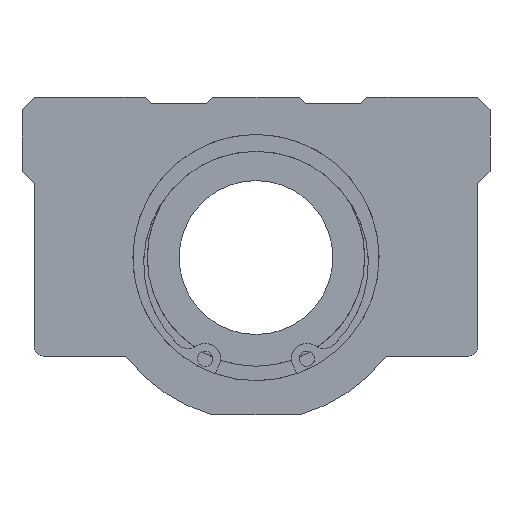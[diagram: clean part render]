
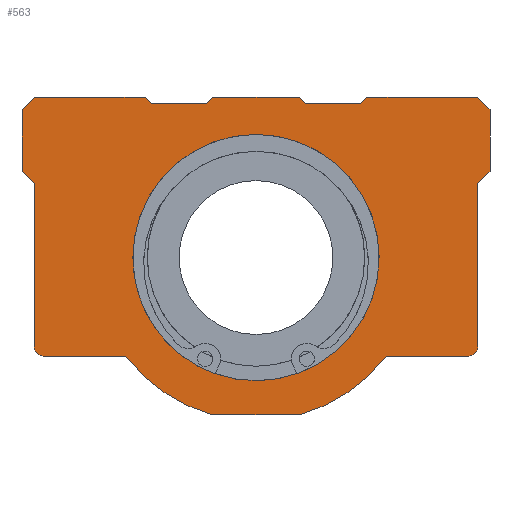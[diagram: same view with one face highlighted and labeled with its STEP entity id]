
A CAD part, left-side view. The second image highlights one B-rep face of the part: STEP entity #563.
In plain terms, the highlighted planar face has unit normal (-1, 0, 0).
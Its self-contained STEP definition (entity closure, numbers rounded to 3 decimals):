
#481=CIRCLE('',#4656,20.);
#483=CIRCLE('',#4664,1.5);
#490=CIRCLE('',#4674,1.5);
#491=CIRCLE('',#4676,26.5);
#492=CIRCLE('',#4677,26.5);
#563=ADVANCED_FACE('',(#960,#961),#797,.F.);
#797=PLANE('',#4678);
#960=FACE_BOUND('',#1100,.T.);
#961=FACE_BOUND('',#1101,.T.);
#1100=EDGE_LOOP('',(#2370,#2371,#2372,#2373,#2374,#2375,#2376,#2377,#2378,
#2379,#2380,#2381,#2382,#2383,#2384,#2385,#2386,#2387,#2388,#2389,#2390,
#2391,#2392,#2393));
#1101=EDGE_LOOP('',(#2394));
#1356=LINE('',#6056,#1662);
#1400=LINE('',#6547,#1706);
#1441=LINE('',#6909,#1747);
#1447=LINE('',#6923,#1753);
#1450=LINE('',#6928,#1756);
#1453=LINE('',#6934,#1759);
#1454=LINE('',#6936,#1760);
#1460=LINE('',#6952,#1766);
#1474=LINE('',#6994,#1780);
#1475=LINE('',#6998,#1781);
#1476=LINE('',#6999,#1782);
#1477=LINE('',#7001,#1783);
#1478=LINE('',#7003,#1784);
#1479=LINE('',#7005,#1785);
#1480=LINE('',#7007,#1786);
#1481=LINE('',#7008,#1787);
#1482=LINE('',#7010,#1788);
#1483=LINE('',#7012,#1789);
#1484=LINE('',#7014,#1790);
#1485=LINE('',#7016,#1791);
#1662=VECTOR('',#4860,1.);
#1706=VECTOR('',#4906,1.);
#1747=VECTOR('',#5157,1.);
#1753=VECTOR('',#5165,1.);
#1756=VECTOR('',#5170,1.);
#1759=VECTOR('',#5175,1.);
#1760=VECTOR('',#5178,1.);
#1766=VECTOR('',#5192,1.);
#1780=VECTOR('',#5228,1.);
#1781=VECTOR('',#5231,1.);
#1782=VECTOR('',#5232,1.);
#1783=VECTOR('',#5233,1.);
#1784=VECTOR('',#5234,1.);
#1785=VECTOR('',#5235,1.);
#1786=VECTOR('',#5236,1.);
#1787=VECTOR('',#5237,1.);
#1788=VECTOR('',#5238,1.);
#1789=VECTOR('',#5239,1.);
#1790=VECTOR('',#5240,1.);
#1791=VECTOR('',#5241,1.);
#2370=ORIENTED_EDGE('',*,*,#3909,.F.);
#2371=ORIENTED_EDGE('',*,*,#3912,.F.);
#2372=ORIENTED_EDGE('',*,*,#3933,.F.);
#2373=ORIENTED_EDGE('',*,*,#3934,.F.);
#2374=ORIENTED_EDGE('',*,*,#3935,.F.);
#2375=ORIENTED_EDGE('',*,*,#3936,.F.);
#2376=ORIENTED_EDGE('',*,*,#3931,.F.);
#2377=ORIENTED_EDGE('',*,*,#3773,.F.);
#2378=ORIENTED_EDGE('',*,*,#3937,.F.);
#2379=ORIENTED_EDGE('',*,*,#3938,.F.);
#2380=ORIENTED_EDGE('',*,*,#3939,.F.);
#2381=ORIENTED_EDGE('',*,*,#3940,.F.);
#2382=ORIENTED_EDGE('',*,*,#3941,.F.);
#2383=ORIENTED_EDGE('',*,*,#3904,.F.);
#2384=ORIENTED_EDGE('',*,*,#3897,.F.);
#2385=ORIENTED_EDGE('',*,*,#3900,.F.);
#2386=ORIENTED_EDGE('',*,*,#3891,.F.);
#2387=ORIENTED_EDGE('',*,*,#3903,.F.);
#2388=ORIENTED_EDGE('',*,*,#3942,.F.);
#2389=ORIENTED_EDGE('',*,*,#3943,.F.);
#2390=ORIENTED_EDGE('',*,*,#3944,.F.);
#2391=ORIENTED_EDGE('',*,*,#3945,.F.);
#2392=ORIENTED_EDGE('',*,*,#3946,.F.);
#2393=ORIENTED_EDGE('',*,*,#3697,.F.);
#2394=ORIENTED_EDGE('',*,*,#3890,.T.);
#3282=VERTEX_POINT('',#6054);
#3284=VERTEX_POINT('',#6057);
#3357=VERTEX_POINT('',#6542);
#3359=VERTEX_POINT('',#6546);
#3441=VERTEX_POINT('',#6907);
#3442=VERTEX_POINT('',#6910);
#3443=VERTEX_POINT('',#6911);
#3448=VERTEX_POINT('',#6922);
#3449=VERTEX_POINT('',#6924);
#3451=VERTEX_POINT('',#6933);
#3452=VERTEX_POINT('',#6937);
#3455=VERTEX_POINT('',#6945);
#3457=VERTEX_POINT('',#6951);
#3473=VERTEX_POINT('',#6989);
#3474=VERTEX_POINT('',#6993);
#3475=VERTEX_POINT('',#6995);
#3476=VERTEX_POINT('',#6997);
#3477=VERTEX_POINT('',#7000);
#3478=VERTEX_POINT('',#7002);
#3479=VERTEX_POINT('',#7004);
#3480=VERTEX_POINT('',#7006);
#3481=VERTEX_POINT('',#7009);
#3482=VERTEX_POINT('',#7011);
#3483=VERTEX_POINT('',#7013);
#3484=VERTEX_POINT('',#7015);
#3697=EDGE_CURVE('',#3282,#3284,#1356,.T.);
#3773=EDGE_CURVE('',#3359,#3357,#1400,.T.);
#3890=EDGE_CURVE('',#3441,#3441,#481,.T.);
#3891=EDGE_CURVE('',#3442,#3443,#1441,.T.);
#3897=EDGE_CURVE('',#3448,#3449,#1447,.T.);
#3900=EDGE_CURVE('',#3443,#3448,#1450,.T.);
#3903=EDGE_CURVE('',#3451,#3442,#1453,.T.);
#3904=EDGE_CURVE('',#3449,#3452,#1454,.T.);
#3909=EDGE_CURVE('',#3455,#3282,#483,.T.);
#3912=EDGE_CURVE('',#3457,#3455,#1460,.T.);
#3931=EDGE_CURVE('',#3357,#3473,#490,.T.);
#3933=EDGE_CURVE('',#3474,#3457,#491,.T.);
#3934=EDGE_CURVE('',#3475,#3474,#1474,.T.);
#3935=EDGE_CURVE('',#3476,#3475,#492,.T.);
#3936=EDGE_CURVE('',#3473,#3476,#1475,.T.);
#3937=EDGE_CURVE('',#3477,#3359,#1476,.T.);
#3938=EDGE_CURVE('',#3478,#3477,#1477,.T.);
#3939=EDGE_CURVE('',#3479,#3478,#1478,.T.);
#3940=EDGE_CURVE('',#3480,#3479,#1479,.T.);
#3941=EDGE_CURVE('',#3452,#3480,#1480,.T.);
#3942=EDGE_CURVE('',#3481,#3451,#1481,.T.);
#3943=EDGE_CURVE('',#3482,#3481,#1482,.T.);
#3944=EDGE_CURVE('',#3483,#3482,#1483,.T.);
#3945=EDGE_CURVE('',#3484,#3483,#1484,.T.);
#3946=EDGE_CURVE('',#3284,#3484,#1485,.T.);
#4656=AXIS2_PLACEMENT_3D('',#6906,#5153,#5154);
#4664=AXIS2_PLACEMENT_3D('',#6946,#5186,#5187);
#4674=AXIS2_PLACEMENT_3D('',#6988,#5221,#5222);
#4676=AXIS2_PLACEMENT_3D('',#6992,#5226,#5227);
#4677=AXIS2_PLACEMENT_3D('',#6996,#5229,#5230);
#4678=AXIS2_PLACEMENT_3D('',#7017,#5242,#5243);
#4860=DIRECTION('',(0.,0.,1.));
#4906=DIRECTION('',(0.,0.,-1.));
#5153=DIRECTION('',(1.,0.,0.));
#5154=DIRECTION('',(0.,-1.,0.));
#5157=DIRECTION('',(0.,-0.707,0.707));
#5165=DIRECTION('',(0.,-0.707,-0.707));
#5170=DIRECTION('',(0.,-1.,0.));
#5175=DIRECTION('',(0.,-1.,0.));
#5178=DIRECTION('',(0.,-1.,0.));
#5186=DIRECTION('',(1.,0.,0.));
#5187=DIRECTION('',(0.,0.707,-0.707));
#5192=DIRECTION('',(0.,1.,0.));
#5221=DIRECTION('',(1.,0.,0.));
#5222=DIRECTION('',(0.,-0.707,-0.707));
#5226=DIRECTION('',(1.,0.,0.));
#5227=DIRECTION('',(0.,0.,-1.));
#5228=DIRECTION('',(0.,1.,0.));
#5229=DIRECTION('',(1.,0.,0.));
#5230=DIRECTION('',(0.,0.,-1.));
#5231=DIRECTION('',(0.,1.,0.));
#5232=DIRECTION('',(0.,0.707,-0.707));
#5233=DIRECTION('',(0.,0.,-1.));
#5234=DIRECTION('',(0.,-0.707,-0.707));
#5235=DIRECTION('',(0.,-1.,0.));
#5236=DIRECTION('',(0.,-0.707,0.707));
#5237=DIRECTION('',(0.,-0.707,-0.707));
#5238=DIRECTION('',(0.,-1.,0.));
#5239=DIRECTION('',(0.,-0.707,0.707));
#5240=DIRECTION('',(0.,0.,1.));
#5241=DIRECTION('',(0.,0.707,0.707));
#5242=DIRECTION('',(1.,0.,0.));
#5243=DIRECTION('',(0.,0.,-1.));
#6054=CARTESIAN_POINT('',(0.,36.,-14.5));
#6056=CARTESIAN_POINT('',(0.,36.,-15.));
#6057=CARTESIAN_POINT('',(0.,36.,12.));
#6542=CARTESIAN_POINT('',(0.,-36.,-14.5));
#6546=CARTESIAN_POINT('',(0.,-36.,12.));
#6547=CARTESIAN_POINT('',(0.,-36.,12.));
#6906=CARTESIAN_POINT('',(0.,0.,0.));
#6907=CARTESIAN_POINT('',(0.,20.,0.));
#6909=CARTESIAN_POINT('',(0.,8.,25.));
#6910=CARTESIAN_POINT('',(0.,8.,25.));
#6911=CARTESIAN_POINT('',(0.,7.,26.));
#6922=CARTESIAN_POINT('',(0.,-7.,26.));
#6923=CARTESIAN_POINT('',(0.,-7.,26.));
#6924=CARTESIAN_POINT('',(0.,-8.,25.));
#6928=CARTESIAN_POINT('',(0.,7.,26.));
#6933=CARTESIAN_POINT('',(0.,17.,25.));
#6934=CARTESIAN_POINT('',(0.,17.,25.));
#6936=CARTESIAN_POINT('',(0.,-8.,25.));
#6937=CARTESIAN_POINT('',(0.,-17.,25.));
#6945=CARTESIAN_POINT('',(0.,34.5,-16.));
#6946=CARTESIAN_POINT('',(0.,34.5,-14.5));
#6951=CARTESIAN_POINT('',(0.,21.125,-16.));
#6952=CARTESIAN_POINT('',(0.,0.,-16.));
#6988=CARTESIAN_POINT('',(0.,-34.5,-14.5));
#6989=CARTESIAN_POINT('',(0.,-34.5,-16.));
#6992=CARTESIAN_POINT('',(0.,0.,0.));
#6993=CARTESIAN_POINT('',(0.,7.211,-25.5));
#6994=CARTESIAN_POINT('',(0.,0.,-25.5));
#6995=CARTESIAN_POINT('',(0.,-7.211,-25.5));
#6996=CARTESIAN_POINT('',(0.,0.,0.));
#6997=CARTESIAN_POINT('',(0.,-21.125,-16.));
#6998=CARTESIAN_POINT('',(0.,0.,-16.));
#6999=CARTESIAN_POINT('',(0.,-38.,14.));
#7000=CARTESIAN_POINT('',(0.,-38.,14.));
#7001=CARTESIAN_POINT('',(0.,-38.,24.));
#7002=CARTESIAN_POINT('',(0.,-38.,24.));
#7003=CARTESIAN_POINT('',(0.,-36.,26.));
#7004=CARTESIAN_POINT('',(0.,-36.,26.));
#7005=CARTESIAN_POINT('',(0.,-18.,26.));
#7006=CARTESIAN_POINT('',(0.,-18.,26.));
#7007=CARTESIAN_POINT('',(0.,-17.,25.));
#7008=CARTESIAN_POINT('',(0.,18.,26.));
#7009=CARTESIAN_POINT('',(0.,18.,26.));
#7010=CARTESIAN_POINT('',(0.,36.,26.));
#7011=CARTESIAN_POINT('',(0.,36.,26.));
#7012=CARTESIAN_POINT('',(0.,38.,24.));
#7013=CARTESIAN_POINT('',(0.,38.,24.));
#7014=CARTESIAN_POINT('',(0.,38.,14.));
#7015=CARTESIAN_POINT('',(0.,38.,14.));
#7016=CARTESIAN_POINT('',(0.,36.,12.));
#7017=CARTESIAN_POINT('',(0.,0.,3.14));
